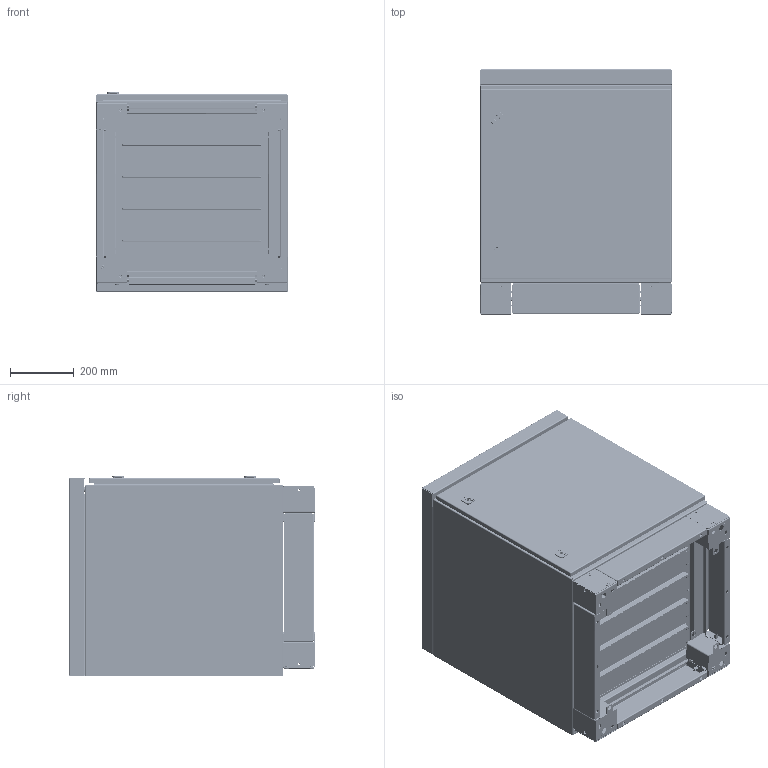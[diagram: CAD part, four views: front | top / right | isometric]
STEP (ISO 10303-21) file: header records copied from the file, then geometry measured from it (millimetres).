
FILE_DESCRIPTION (( 'STEP AP214' ), '1' );
FILE_NAME ('576.600.STEP', '2025-12-02T08:03:53', ( '' ), ( '' ), 'SwSTEP 2.0', 'SolidWorks 2021', '' );
FILE_SCHEMA (( 'AUTOMOTIVE_DESIGN' ));
Length unit declared in the file: millimetre
Products named in the file (47): Øàðíèð ïðèâàðíàÿ ÷àñòü; 708.000.02-2; din_6798_a_8_4-fst.stp; Øàðíèð âíåøíÿÿ ÷àñòü; 剒蜲錪; 57.060.000.00-152; Óïëîòíèòåëü; Ãàñêåòèíã òóìáû w600; Øàðíèð îòâåòíàÿ ÷àñòü; 58.000.060.00; Ïðîôèëü äâåðíîé; 57.060.000.60-03 捘; 57.060.060.00-01; 576.600; 708.100.03; Øïèëüêà ïðèâàðíàÿ Ì6õ25; 57.060.060.00-04; ﾇ瑟鶴 浯 鶯; Âòóëêà øàðíèðà; Ãàéêà M6 DIN6923.step; Êîðïóñ ñ ëîãîòèïîì; Çàêëåïêà ðåçüáîâàÿ Ì8 øåñòèãðàííàÿ ñ óìåíüøåííûì áîðòîì; 708.000.02; 636.101; 710.160 眈翴錪; 57.060.060.00-02; 708.100.01; Ëè÷èíêà; 57.000.060.60-08; 妈眚 DIN 912-󋔉6-Zn; 710.160; Øàéáà îöèíêîâàííàÿ Ì8; Øïèëüêà ïðèâàðíàÿ Ì6õ16; 絊膰錪 W600H100D600; 57.000.060.60-07; Âèíò Ì6õ16 ìåáåëüíûé; 57.060.060.60-02 捘; Ãàéêà M8 DIN6923.step; 57.060.060.00-04 捘; Ïðîñòàâêà 14ìì ...
Assembly tree (128 placements, depth 4):
  576.600
    57.060.060.60-02 捘
      57.060.060.00-02
      57.000.060.60-07
      57.000.060.60-08
      57.060.000.00-151
      57.060.000.00-152
      Çàêëåïêà ðåçüáîâàÿ Ì8 øåñòèãðàííàÿ ñ óìåíüøåííûì áîðòîì  x8
      Øïèëüêà ïðèâàðíàÿ Ì6õ25  x4
      Øïèëüêà ïðèâàðíàÿ Ì6õ16  x10
    636.101  x5
    58.000.060.00  x4
    57.060.060.00-04 捘
      57.060.060.00-04
      Çàêëåïêà ðåçüáîâàÿ Ì6 øåñòèãðàííàÿ ñ óìåíüøåííûì áîðòîì  x4
    Ïðîñòàâêà 14ìì  x4
    57.060.060.00-01 捘
      57.060.060.00-01
      Ãàñêåòèíã òóìáû w600
      Øàðíèð ïðèâàðíàÿ ÷àñòü  x2
      Ïðîôèëü äâåðíîé  x2
      Øïèëüêà ïðèâàðíàÿ Ì6õ16  x2
    Âòóëêà øàðíèðà  x2
    Øàðíèð âíåøíÿÿ ÷àñòü  x2
    Øàðíèð îòâåòíàÿ ÷àñòü  x2
    絊膰錪 W600H100D600
      708.100  x4
        708.000.02
        708.100.01
        708.100.03
        708.000.02-2
        Çàêëåïêà ðåçüáîâàÿ Ì6 øåñòèãðàííàÿ ñ óìåíüøåííûì áîðòîì
        Âèíò Ì6õ16 ìåáåëüíûé
      710.160  x4
        710.160 眈翴錪
        Çàêëåïêà ðåçüáîâàÿ Ì6 øåñòèãðàííàÿ ñ óìåíüøåííûì áîðòîì
    ﾇ瑟鶴 浯 鶯  x2
      Êîðïóñ ñ ëîãîòèïîì
      Ëè÷èíêà
      剒蜲錪
      Ñêîáà
      Óïëîòíèòåëü
    妈眚 DIN 912-󋔉6-Zn  x7
    Øàéáà îöèíêîâàííàÿ Ì8  x7
    Ãàéêà M8 DIN6923.step  x6
    Ãàéêà M6 DIN6923.step  x12
    din_6798_a_8_4-fst.stp
    Âèíò Ì5õ10 ñ ïîëóêð. ãîëîâêîé  x2
    57.060.000.60-03 捘
      57.060.000.60-03
      Øïèëüêà ïðèâàðíàÿ Ì6õ16  x2
Bounding box: 600.5 x 770.8 x 626.7 mm (x, y, z)
Volume: 5994101.6 mm3; surface area: 7620075.8 mm2
Topology: 151 solids, 151 shells, 9302 faces, 24506 edges, 15618 vertices
Faces by surface type: plane 4314, cylinder 3875, cone 512, bspline 355, torus 242, sphere 4
Entity records: 140155 total; most frequent: CARTESIAN_POINT 51536, ORIENTED_EDGE 18874, DIRECTION 15002, EDGE_CURVE 9437, VERTEX_POINT 6014, AXIS2_PLACEMENT_3D 5186, VECTOR 4630, LINE 4630
